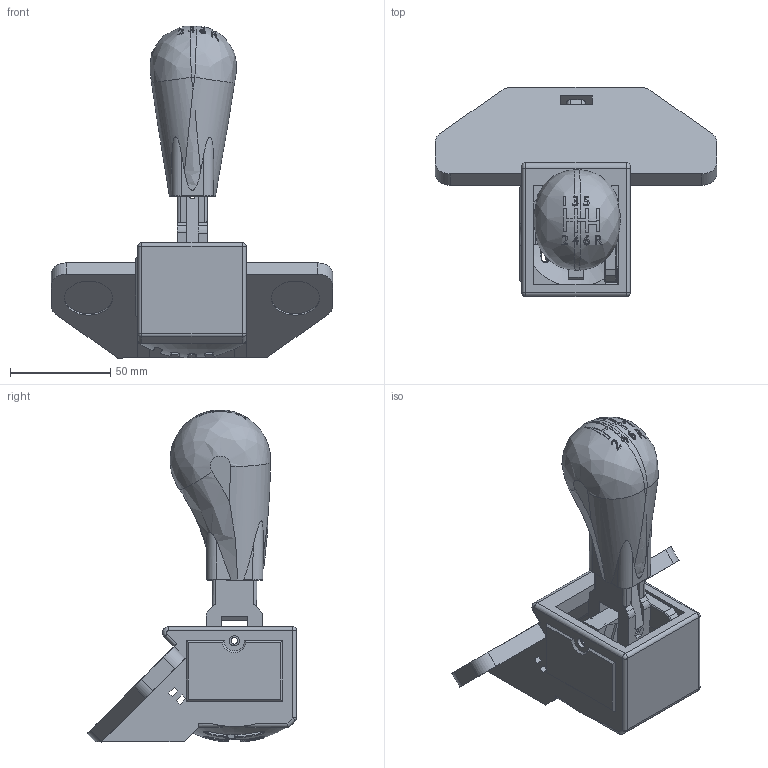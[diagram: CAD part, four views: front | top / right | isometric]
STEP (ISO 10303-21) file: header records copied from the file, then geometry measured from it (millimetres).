
FILE_DESCRIPTION(/* description */ (''),/* implementation_level */ '2;1');
FILE_NAME(/* name */ 'h shifter 2.step',/* time_stamp */ '2021-10-15T18:20:58+09:00',/* author */ (''),/* organization */ (''),/* preprocessor_version */ 'ST-DEVELOPER v18.1',/* originating_system */ 'Autodesk Translation Framework v10.10.0.1391',/* authorisation */ '');
FILE_SCHEMA (('AUTOMOTIVE_DESIGN { 1 0 10303 214 3 1 1 }'));
Length unit declared in the file: millimetre
Products named in the file (9): h shifter 2; shaft; hinge; hinge cam slider; base; new cam slider; knob; reverse; gear
Assembly tree (14 placements, depth 2):
  h shifter 2
    shaft
    hinge
    hinge cam slider
    base
    new cam slider
    knob
    gear  x7
    reverse
Bounding box: 140 x 104.12 x 165.19 mm (x, y, z)
Volume: 233839.8 mm3; surface area: 85024.7 mm2
Topology: 7 solids, 7 shells, 838 faces, 2241 edges, 1424 vertices
Faces by surface type: plane 463, cylinder 150, bspline 143, torus 62, sphere 19, cone 1
Full cylindrical faces by diameter (mm): 3.3 x14, 5 x7, 8 x2, 24 x2
Entity records: 31375 total; most frequent: CARTESIAN_POINT 10751, ORIENTED_EDGE 4464, DIRECTION 3909, EDGE_CURVE 2232, VERTEX_POINT 1424, LINE 1307, VECTOR 1307, AXIS2_PLACEMENT_3D 1301
